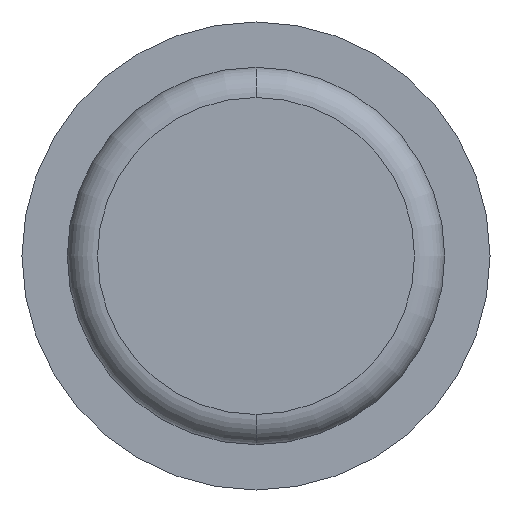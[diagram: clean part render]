
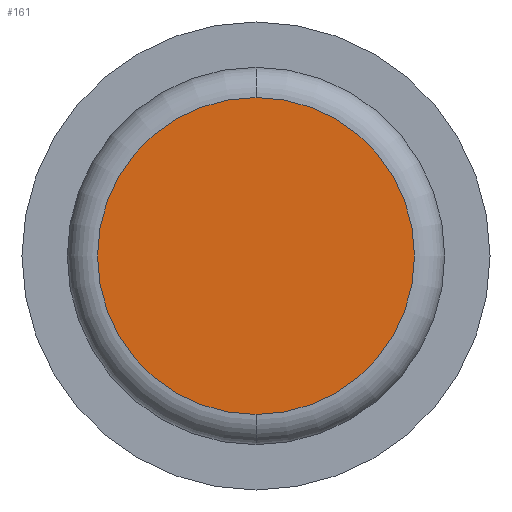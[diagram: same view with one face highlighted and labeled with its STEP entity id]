
A CAD part, front view. The second image highlights one B-rep face of the part: STEP entity #161.
In plain terms, the highlighted planar face has unit normal (0, -1, 0).
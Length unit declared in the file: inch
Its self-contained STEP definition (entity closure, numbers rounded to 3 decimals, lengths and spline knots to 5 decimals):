
#58 = AXIS2_PLACEMENT_3D ( 'NONE', #197, #298, #330 ) ;
#93 = DIRECTION ( 'NONE',  ( 0., 0., 1. ) ) ;
#123 = CARTESIAN_POINT ( 'NONE',  ( 0., 0., 0.105 ) ) ;
#151 = AXIS2_PLACEMENT_3D ( 'NONE', #268, #173, #342 ) ;
#159 = CARTESIAN_POINT ( 'NONE',  ( 0., 0., 0. ) ) ;
#161 = ADVANCED_FACE ( 'NONE', ( #413 ), #267, .F. ) ;
#173 = DIRECTION ( 'NONE',  ( 0., -1., 0. ) ) ;
#192 = DIRECTION ( 'NONE',  ( 0., 1., 0. ) ) ;
#197 = CARTESIAN_POINT ( 'NONE',  ( 0., 0., 0. ) ) ;
#215 = CIRCLE ( 'NONE', #58, 0.105 ) ;
#244 = EDGE_CURVE ( 'NONE', #278, #318, #215, .T. ) ;
#267 = PLANE ( 'NONE',  #402 ) ;
#268 = CARTESIAN_POINT ( 'NONE',  ( 0., 0., 0. ) ) ;
#278 = VERTEX_POINT ( 'NONE', #123 ) ;
#298 = DIRECTION ( 'NONE',  ( 0., -1., 0. ) ) ;
#314 = CIRCLE ( 'NONE', #151, 0.105 ) ;
#318 = VERTEX_POINT ( 'NONE', #324 ) ;
#324 = CARTESIAN_POINT ( 'NONE',  ( 0., 0., -0.105 ) ) ;
#330 = DIRECTION ( 'NONE',  ( 0., 0., 1. ) ) ;
#342 = DIRECTION ( 'NONE',  ( 0., 0., 1. ) ) ;
#354 = ORIENTED_EDGE ( 'NONE', *, *, #408, .T. ) ;
#385 = EDGE_LOOP ( 'NONE', ( #410, #354 ) ) ;
#402 = AXIS2_PLACEMENT_3D ( 'NONE', #159, #192, #93 ) ;
#408 = EDGE_CURVE ( 'NONE', #318, #278, #314, .T. ) ;
#410 = ORIENTED_EDGE ( 'NONE', *, *, #244, .T. ) ;
#413 = FACE_OUTER_BOUND ( 'NONE', #385, .T. ) ;
